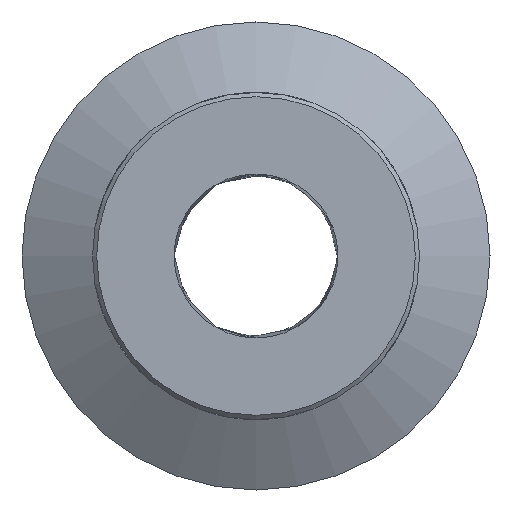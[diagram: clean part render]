
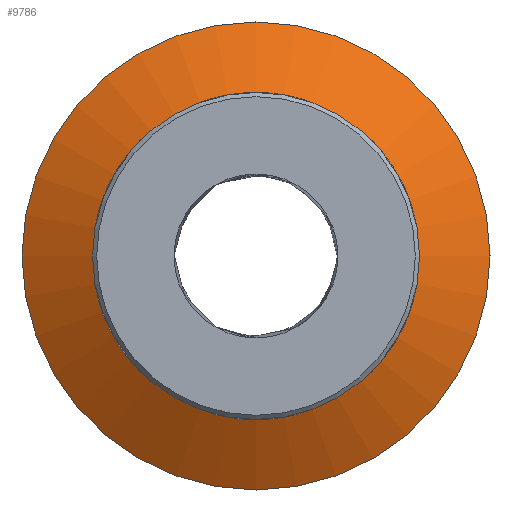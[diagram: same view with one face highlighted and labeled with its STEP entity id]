
A CAD part, left-side view. The second image highlights one B-rep face of the part: STEP entity #9786.
In plain terms, the highlighted conical face has half-angle 60 degrees and reference radius 6.067 mm.
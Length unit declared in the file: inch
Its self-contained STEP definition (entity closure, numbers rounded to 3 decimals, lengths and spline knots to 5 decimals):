
#8089=CARTESIAN_POINT('',(0.39,0.1965,0.0));
#8090=VERTEX_POINT('',#8089);
#8091=CARTESIAN_POINT('',(0.39,0.,0.0));
#8092=DIRECTION('',(1.0,0.,0.0));
#8093=DIRECTION('',(0.,1.0,0.0));
#8094=AXIS2_PLACEMENT_3D('',#8091,#8092,#8093);
#8095=CIRCLE('',#8094,0.1965);
#8096=EDGE_CURVE('',#8090,#8090,#8095,.T.);
#9767=CARTESIAN_POINT('',(0.41447,0.,0.0));
#9768=DIRECTION('',(1.0,0.,0.0));
#9769=DIRECTION('',(0.,1.0,0.0));
#9770=AXIS2_PLACEMENT_3D('',#9767,#9768,#9769);
#9771=CONICAL_SURFACE('',#9770,0.23887,60.);
#9772=CARTESIAN_POINT('',(0.43893,0.28125,0.0));
#9773=VERTEX_POINT('',#9772);
#9774=CARTESIAN_POINT('',(0.43893,0.,0.0));
#9775=DIRECTION('',(1.0,0.,0.0));
#9776=DIRECTION('',(0.,1.0,0.0));
#9777=AXIS2_PLACEMENT_3D('',#9774,#9775,#9776);
#9778=CIRCLE('',#9777,0.28125);
#9779=EDGE_CURVE('',#9773,#9773,#9778,.T.);
#9780=ORIENTED_EDGE('',*,*,#9779,.F.);
#9781=EDGE_LOOP('',(#9780));
#9782=FACE_OUTER_BOUND('',#9781,.T.);
#9783=ORIENTED_EDGE('',*,*,#8096,.T.);
#9784=EDGE_LOOP('',(#9783));
#9785=FACE_BOUND('',#9784,.T.);
#9786=ADVANCED_FACE('',(#9782,#9785),#9771,.T.);
